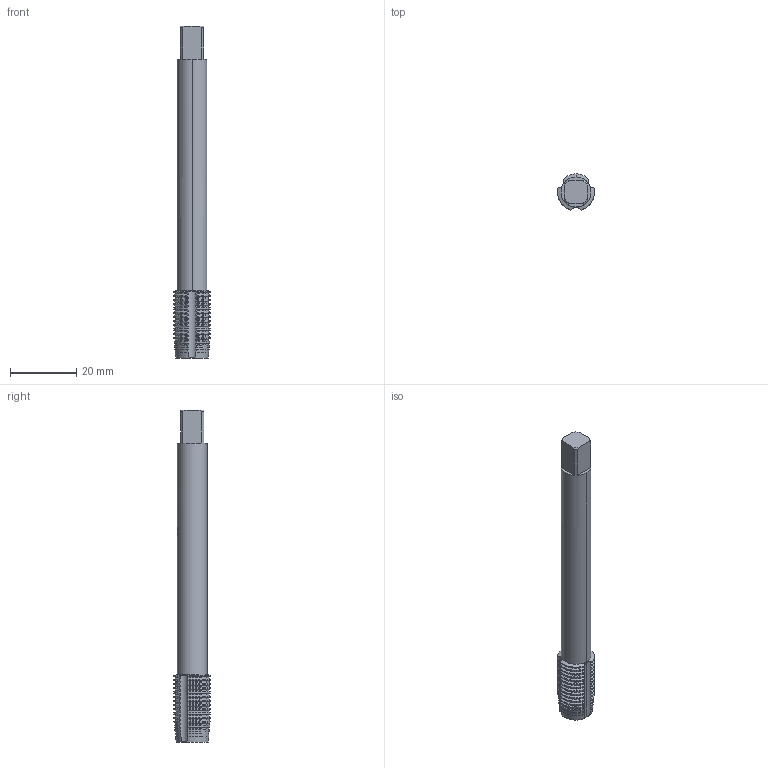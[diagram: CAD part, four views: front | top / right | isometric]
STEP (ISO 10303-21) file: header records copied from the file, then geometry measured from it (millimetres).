
FILE_DESCRIPTION(('no description'),'unknown implementation level');
FILE_NAME('solidZzXpCF0yvxkrqHpqp843EzHeVbw_1.STP',' ',('CIM GmbH Aachen'),('CADClick - KiM GmbH - www.kimweb.de'),'unknown preprocess','ACIS','unknown authorization');
FILE_SCHEMA(('automotive_design'));
Length unit declared in the file: millimetre
Products named in the file (2): 1; 2
Bounding box: 11.11 x 10.89 x 100 mm (x, y, z)
Volume: 6587.1 mm3; surface area: 4439.2 mm2
Topology: 2 solids, 2 shells, 334 faces, 925 edges, 595 vertices
Faces by surface type: cone 175, cylinder 139, plane 17, torus 3
Entity records: 26149 total; most frequent: CARTESIAN_POINT 7427, STYLED_ITEM 1856, PRESENTATION_STYLE_ASSIGNMENT 1856, COLOUR_RGB 1856, ORIENTED_EDGE 1850, DIRECTION 1745, EDGE_CURVE 925, CURVE_STYLE 925
